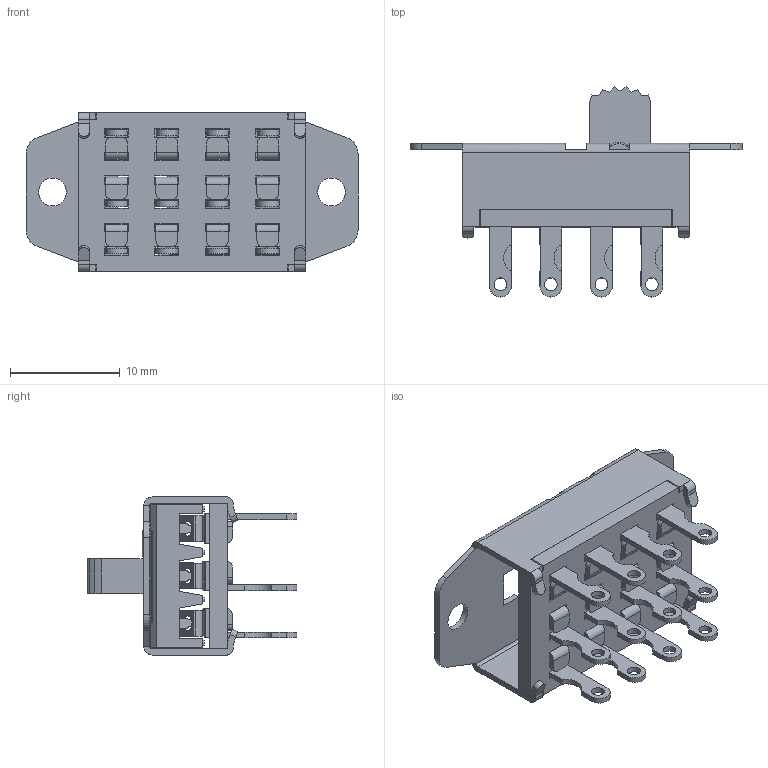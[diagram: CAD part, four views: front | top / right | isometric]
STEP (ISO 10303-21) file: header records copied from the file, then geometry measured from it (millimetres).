
FILE_DESCRIPTION(('CAx-IF Rec.Pracs.---Model Styling and Organization---1.5---2016-08-15','CAx-IF Rec.Pracs.---Geometric and Assembly Validation Properties---4.4---2016-08-17','CAx-IF Rec.Pracs.---User Defined Attributes---1.5---2016-08-15','CAx-IF Rec.Pracs.---External References---2.1---2005-01-19'),'2;1');
FILE_NAME('G-168S-3011.step','2020-08-12T23:46:10',('Unspecified'),('Unspecified'),'CAD Exchanger 3.8.1 (cadexchanger.com)','Unspecified','');
FILE_SCHEMA(('AUTOMOTIVE_DESIGN { 1 0 10303 214 1 1 1 1 }'));
Length unit declared in the file: millimetre
Products named in the file (1): G-168S-3011_Shrinkwrap_1
Bounding box: 30.23 x 19.11 x 14.4 mm (x, y, z)
Surface area: 3190.7 mm2 (no closed solid volume)
Topology: 0 solids, 30 shells, 367 faces, 1652 edges, 1265 vertices
Faces by surface type: plane 241, cylinder 118, bspline 8
Full cylindrical faces by diameter (mm): 1.168 x12, 1.6 x4, 2.54 x2
Entity records: 18952 total; most frequent: CARTESIAN_POINT 3551, DIRECTION 2746, ORIENTED_EDGE 2437, EDGE_CURVE 1652, VERTEX_POINT 1265, LINE 1210, VECTOR 1210, AXIS2_PLACEMENT_3D 768
